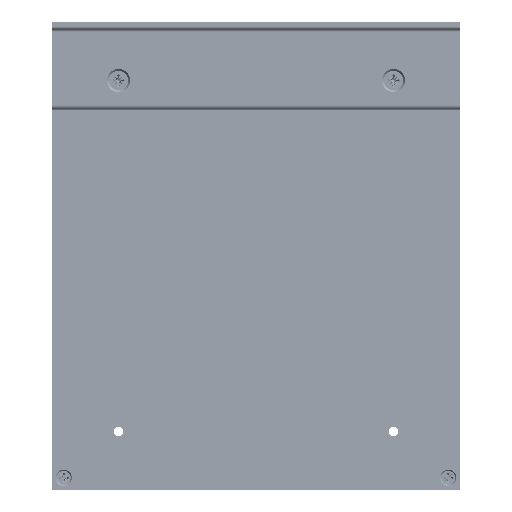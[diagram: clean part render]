
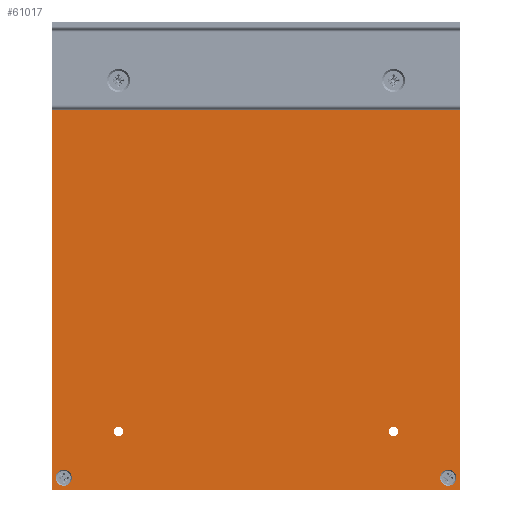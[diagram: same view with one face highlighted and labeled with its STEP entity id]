
A CAD part, front view. The second image highlights one B-rep face of the part: STEP entity #61017.
In plain terms, the highlighted planar face has unit normal (0, -1, 0).
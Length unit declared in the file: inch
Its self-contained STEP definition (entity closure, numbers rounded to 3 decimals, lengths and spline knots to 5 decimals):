
#309 = VECTOR ( 'NONE', #75063, 39.37008 ) ;
#754 = FACE_BOUND ( 'NONE', #55598, .T. ) ;
#1607 = CIRCLE ( 'NONE', #94124, 0.1378 ) ;
#3323 = AXIS2_PLACEMENT_3D ( 'NONE', #93124, #29038, #52734 ) ;
#5155 = DIRECTION ( 'NONE',  ( 0., 0., -1. ) ) ;
#5709 = ORIENTED_EDGE ( 'NONE', *, *, #66951, .T. ) ;
#6571 = CARTESIAN_POINT ( 'NONE',  ( -3.48551, -8.3002, 0. ) ) ;
#6962 = CIRCLE ( 'NONE', #71416, 0.07799 ) ;
#7756 = EDGE_LOOP ( 'NONE', ( #74751 ) ) ;
#8362 = VERTEX_POINT ( 'NONE', #14322 ) ;
#9661 = DIRECTION ( 'NONE',  ( 0., 1., 0. ) ) ;
#10860 = FACE_BOUND ( 'NONE', #26291, .T. ) ;
#11624 = CIRCLE ( 'NONE', #80985, 0.1378 ) ;
#11783 = CARTESIAN_POINT ( 'NONE',  ( -3.48551, -8.3002, -8. ) ) ;
#12839 = VERTEX_POINT ( 'NONE', #27372 ) ;
#13955 = DIRECTION ( 'NONE',  ( 0., -1., 0. ) ) ;
#14322 = CARTESIAN_POINT ( 'NONE',  ( 3.48449, -8.3002, 0. ) ) ;
#14481 = EDGE_LOOP ( 'NONE', ( #95505 ) ) ;
#14501 = ORIENTED_EDGE ( 'NONE', *, *, #34411, .T. ) ;
#15345 = EDGE_LOOP ( 'NONE', ( #14501 ) ) ;
#16296 = CARTESIAN_POINT ( 'NONE',  ( 3.48449, -8.3002, -8. ) ) ;
#17306 = ORIENTED_EDGE ( 'NONE', *, *, #33509, .T. ) ;
#17546 = CIRCLE ( 'NONE', #63734, 0.07799 ) ;
#18649 = FACE_OUTER_BOUND ( 'NONE', #39112, .T. ) ;
#18742 = EDGE_LOOP ( 'NONE', ( #65932 ) ) ;
#19671 = FACE_BOUND ( 'NONE', #15345, .T. ) ;
#23976 = VERTEX_POINT ( 'NONE', #46663 ) ;
#26291 = EDGE_LOOP ( 'NONE', ( #26322 ) ) ;
#26320 = CARTESIAN_POINT ( 'NONE',  ( 3.48449, -8.3002, -4. ) ) ;
#26322 = ORIENTED_EDGE ( 'NONE', *, *, #86677, .T. ) ;
#27372 = CARTESIAN_POINT ( 'NONE',  ( -2.35189, -8.3002, -6.92201 ) ) ;
#27637 = CARTESIAN_POINT ( 'NONE',  ( -2.35189, -8.3002, -1.07799 ) ) ;
#28141 = AXIS2_PLACEMENT_3D ( 'NONE', #66814, #66303, #97773 ) ;
#29038 = DIRECTION ( 'NONE',  ( 0., 1., 0. ) ) ;
#30357 = DIRECTION ( 'NONE',  ( 0., 1., 0. ) ) ;
#31037 = VERTEX_POINT ( 'NONE', #16296 ) ;
#31809 = DIRECTION ( 'NONE',  ( 0., 1., 0. ) ) ;
#33509 = EDGE_CURVE ( 'NONE', #50319, #50319, #92505, .T. ) ;
#34411 = EDGE_CURVE ( 'NONE', #98409, #98409, #87620, .T. ) ;
#34472 = DIRECTION ( 'NONE',  ( 0., 0., -1. ) ) ;
#35054 = LINE ( 'NONE', #26320, #37724 ) ;
#35243 = CARTESIAN_POINT ( 'NONE',  ( 2.35087, -8.3002, -0.92201 ) ) ;
#36241 = LINE ( 'NONE', #50695, #309 ) ;
#36578 = VECTOR ( 'NONE', #34472, 39.37008 ) ;
#37724 = VECTOR ( 'NONE', #57847, 39.37008 ) ;
#37750 = CARTESIAN_POINT ( 'NONE',  ( 2.35087, -8.3002, -1. ) ) ;
#39028 = CARTESIAN_POINT ( 'NONE',  ( -3.28701, -8.3002, -0.21 ) ) ;
#39112 = EDGE_LOOP ( 'NONE', ( #5709, #91100, #92796, #89894 ) ) ;
#40002 = EDGE_CURVE ( 'NONE', #76069, #76069, #17546, .T. ) ;
#40418 = ORIENTED_EDGE ( 'NONE', *, *, #87667, .T. ) ;
#42358 = EDGE_CURVE ( 'NONE', #31037, #8362, #35054, .T. ) ;
#42706 = DIRECTION ( 'NONE',  ( 0., 0., -1. ) ) ;
#46030 = CARTESIAN_POINT ( 'NONE',  ( -3.28701, -8.3002, -7.79 ) ) ;
#46663 = CARTESIAN_POINT ( 'NONE',  ( 3.28598, -8.3002, -7.9278 ) ) ;
#48411 = LINE ( 'NONE', #58283, #36578 ) ;
#48870 = VERTEX_POINT ( 'NONE', #6571 ) ;
#49437 = CARTESIAN_POINT ( 'NONE',  ( 2.35087, -8.3002, -7.07799 ) ) ;
#50319 = VERTEX_POINT ( 'NONE', #81936 ) ;
#50695 = CARTESIAN_POINT ( 'NONE',  ( -3.48551, -8.3002, -8. ) ) ;
#51136 = FACE_BOUND ( 'NONE', #7756, .T. ) ;
#51292 = VERTEX_POINT ( 'NONE', #11783 ) ;
#51412 = AXIS2_PLACEMENT_3D ( 'NONE', #46030, #68376, #83889 ) ;
#52734 = DIRECTION ( 'NONE',  ( 0., 0., -1. ) ) ;
#52815 = CARTESIAN_POINT ( 'NONE',  ( -3.28701, -8.3002, -0.3478 ) ) ;
#55311 = AXIS2_PLACEMENT_3D ( 'NONE', #61546, #13955, #5155 ) ;
#55598 = EDGE_LOOP ( 'NONE', ( #17306 ) ) ;
#55975 = EDGE_LOOP ( 'NONE', ( #73853 ) ) ;
#56763 = CARTESIAN_POINT ( 'NONE',  ( -3.48551, -8.3002, 0. ) ) ;
#57271 = DIRECTION ( 'NONE',  ( -1., 0., 0. ) ) ;
#57532 = CARTESIAN_POINT ( 'NONE',  ( -2.35189, -8.3002, -7. ) ) ;
#57847 = DIRECTION ( 'NONE',  ( 0., 0., 1. ) ) ;
#58283 = CARTESIAN_POINT ( 'NONE',  ( -3.48551, -8.3002, -4. ) ) ;
#59704 = CIRCLE ( 'NONE', #67906, 0.07799 ) ;
#61017 = ADVANCED_FACE ( 'NONE', ( #19671, #51136, #90006, #82254, #754, #82773, #10860, #89511, #18649 ), #71546, .T. ) ;
#61546 = CARTESIAN_POINT ( 'NONE',  ( -3.48551, -8.3002, -4. ) ) ;
#61904 = DIRECTION ( 'NONE',  ( 0., 0., -1. ) ) ;
#62177 = VERTEX_POINT ( 'NONE', #52815 ) ;
#63734 = AXIS2_PLACEMENT_3D ( 'NONE', #37750, #92080, #75538 ) ;
#65039 = CARTESIAN_POINT ( 'NONE',  ( 2.35087, -8.3002, -7. ) ) ;
#65932 = ORIENTED_EDGE ( 'NONE', *, *, #40002, .T. ) ;
#66303 = DIRECTION ( 'NONE',  ( 0., 1., 0. ) ) ;
#66814 = CARTESIAN_POINT ( 'NONE',  ( -2.35189, -8.3002, -1. ) ) ;
#66817 = CARTESIAN_POINT ( 'NONE',  ( -3.28701, -8.3002, -7.9278 ) ) ;
#66951 = EDGE_CURVE ( 'NONE', #8362, #48870, #97037, .T. ) ;
#67906 = AXIS2_PLACEMENT_3D ( 'NONE', #65039, #9661, #42706 ) ;
#68376 = DIRECTION ( 'NONE',  ( 0., 1., 0. ) ) ;
#69656 = CARTESIAN_POINT ( 'NONE',  ( 3.28598, -8.3002, -7.79 ) ) ;
#71416 = AXIS2_PLACEMENT_3D ( 'NONE', #57532, #79792, #74013 ) ;
#71546 = PLANE ( 'NONE',  #55311 ) ;
#73853 = ORIENTED_EDGE ( 'NONE', *, *, #98419, .T. ) ;
#74013 = DIRECTION ( 'NONE',  ( 0., 0., 1. ) ) ;
#74586 = CIRCLE ( 'NONE', #51412, 0.1378 ) ;
#74751 = ORIENTED_EDGE ( 'NONE', *, *, #76877, .T. ) ;
#75063 = DIRECTION ( 'NONE',  ( 1., 0., 0. ) ) ;
#75538 = DIRECTION ( 'NONE',  ( 0., 0., 1. ) ) ;
#76069 = VERTEX_POINT ( 'NONE', #35243 ) ;
#76877 = EDGE_CURVE ( 'NONE', #62177, #62177, #11624, .T. ) ;
#77852 = DIRECTION ( 'NONE',  ( 0., 0., -1. ) ) ;
#78321 = EDGE_CURVE ( 'NONE', #12839, #12839, #6962, .T. ) ;
#79760 = VECTOR ( 'NONE', #57271, 39.37008 ) ;
#79792 = DIRECTION ( 'NONE',  ( 0., 1., 0. ) ) ;
#80985 = AXIS2_PLACEMENT_3D ( 'NONE', #39028, #31809, #77852 ) ;
#81936 = CARTESIAN_POINT ( 'NONE',  ( 3.28598, -8.3002, -0.3478 ) ) ;
#82254 = FACE_BOUND ( 'NONE', #14481, .T. ) ;
#82773 = FACE_BOUND ( 'NONE', #18742, .T. ) ;
#83889 = DIRECTION ( 'NONE',  ( 0., 0., -1. ) ) ;
#86677 = EDGE_CURVE ( 'NONE', #23976, #23976, #1607, .T. ) ;
#87620 = CIRCLE ( 'NONE', #28141, 0.07799 ) ;
#87652 = EDGE_CURVE ( 'NONE', #51292, #31037, #36241, .T. ) ;
#87667 = EDGE_CURVE ( 'NONE', #90074, #90074, #74586, .T. ) ;
#88846 = VERTEX_POINT ( 'NONE', #49437 ) ;
#89201 = EDGE_LOOP ( 'NONE', ( #40418 ) ) ;
#89511 = FACE_BOUND ( 'NONE', #55975, .T. ) ;
#89894 = ORIENTED_EDGE ( 'NONE', *, *, #42358, .T. ) ;
#90006 = FACE_BOUND ( 'NONE', #89201, .T. ) ;
#90074 = VERTEX_POINT ( 'NONE', #66817 ) ;
#91100 = ORIENTED_EDGE ( 'NONE', *, *, #97770, .T. ) ;
#92080 = DIRECTION ( 'NONE',  ( 0., 1., 0. ) ) ;
#92505 = CIRCLE ( 'NONE', #3323, 0.1378 ) ;
#92796 = ORIENTED_EDGE ( 'NONE', *, *, #87652, .T. ) ;
#93124 = CARTESIAN_POINT ( 'NONE',  ( 3.28598, -8.3002, -0.21 ) ) ;
#94124 = AXIS2_PLACEMENT_3D ( 'NONE', #69656, #30357, #61904 ) ;
#95505 = ORIENTED_EDGE ( 'NONE', *, *, #78321, .T. ) ;
#97037 = LINE ( 'NONE', #56763, #79760 ) ;
#97770 = EDGE_CURVE ( 'NONE', #48870, #51292, #48411, .T. ) ;
#97773 = DIRECTION ( 'NONE',  ( 0., 0., -1. ) ) ;
#98409 = VERTEX_POINT ( 'NONE', #27637 ) ;
#98419 = EDGE_CURVE ( 'NONE', #88846, #88846, #59704, .T. ) ;
